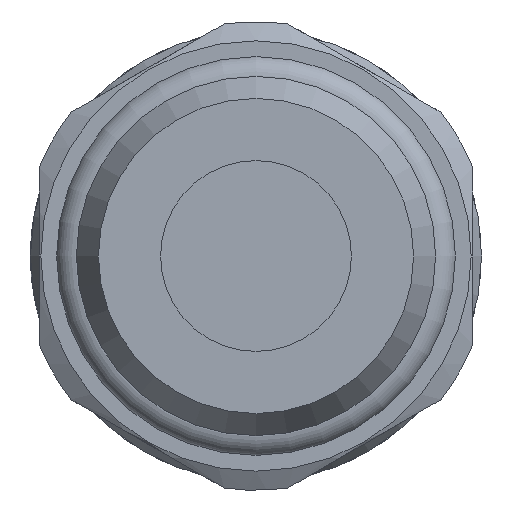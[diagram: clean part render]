
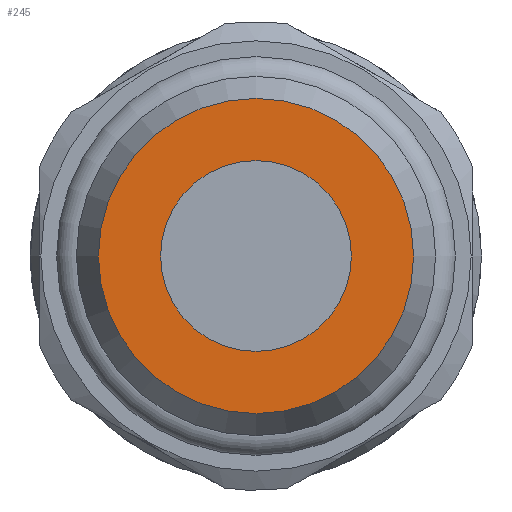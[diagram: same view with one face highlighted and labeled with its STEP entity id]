
A CAD part, left-side view. The second image highlights one B-rep face of the part: STEP entity #245.
In plain terms, the highlighted planar face has unit normal (-1, 0, 0).
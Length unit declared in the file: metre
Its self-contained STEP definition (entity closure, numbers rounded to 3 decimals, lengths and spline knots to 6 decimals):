
#245 = ADVANCED_FACE( 'NONE', ( #535, #536 ), #537, .T. );
#535 = FACE_OUTER_BOUND( '', #860, .T. );
#536 = FACE_BOUND( '', #861, .T. );
#537 = PLANE( '', #862 );
#860 = EDGE_LOOP( '', ( #1464 ) );
#861 = EDGE_LOOP( '', ( #1465 ) );
#862 = AXIS2_PLACEMENT_3D( '', #1466, #1467, #1468 );
#1464 = ORIENTED_EDGE( '', *, *, #1941, .T. );
#1465 = ORIENTED_EDGE( '', *, *, #1894, .F. );
#1466 = CARTESIAN_POINT( '', ( -0.064, 0., 0. ) );
#1467 = DIRECTION( '', ( -1., 0., 0. ) );
#1468 = DIRECTION( '', ( 0., 0., 1. ) );
#1894 = EDGE_CURVE( 'NONE', #2290, #2290, #2291, .T. );
#1941 = EDGE_CURVE( 'NONE', #2352, #2352, #2353, .T. );
#2290 = VERTEX_POINT( '', #3335 );
#2291 = CIRCLE( '', #3336, 0.0055 );
#2352 = VERTEX_POINT( '', #3463 );
#2353 = CIRCLE( '', #3464, 0.00908 );
#3335 = CARTESIAN_POINT( '', ( -0.064, -0.0055, 0. ) );
#3336 = AXIS2_PLACEMENT_3D( '', #3747, #3748, #3749 );
#3463 = CARTESIAN_POINT( '', ( -0.064, 0., 0.00908 ) );
#3464 = AXIS2_PLACEMENT_3D( '', #3794, #3795, #3796 );
#3747 = CARTESIAN_POINT( '', ( -0.064, 0., 0. ) );
#3748 = DIRECTION( '', ( -1., 0., 0. ) );
#3749 = DIRECTION( '', ( 0., -1., 0. ) );
#3794 = CARTESIAN_POINT( '', ( -0.064, 0., 0. ) );
#3795 = DIRECTION( '', ( -1., 0., 0. ) );
#3796 = DIRECTION( '', ( 0., 0., 1. ) );
